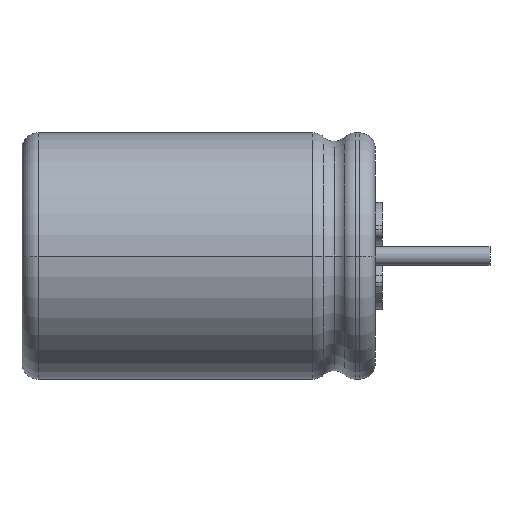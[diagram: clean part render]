
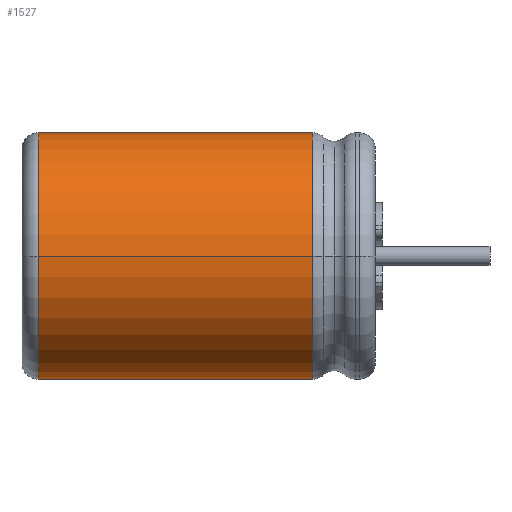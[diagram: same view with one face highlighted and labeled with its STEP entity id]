
A CAD part, left-side view. The second image highlights one B-rep face of the part: STEP entity #1527.
In plain terms, the highlighted cylindrical face has radius 4.025 mm (diameter 8.051 mm), a partial arc.
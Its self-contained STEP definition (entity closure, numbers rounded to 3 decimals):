
#159 = AXIS2_PLACEMENT_3D ( 'NONE', #1535, #4287, #3942 ) ;
#207 = LINE ( 'NONE', #1590, #3751 ) ;
#233 = EDGE_LOOP ( 'NONE', ( #2757, #2148, #1926, #244 ) ) ;
#244 = ORIENTED_EDGE ( 'NONE', *, *, #1015, .F. ) ;
#406 = CARTESIAN_POINT ( 'NONE',  ( 0., 2.52, 4.025 ) ) ;
#411 = VERTEX_POINT ( 'NONE', #3871 ) ;
#622 = VERTEX_POINT ( 'NONE', #1355 ) ;
#1015 = EDGE_CURVE ( 'NONE', #2457, #4192, #207, .T. ) ;
#1237 = CYLINDRICAL_SURFACE ( 'NONE', #3792, 4.025 ) ;
#1268 = DIRECTION ( 'NONE',  ( 0., 1., 0. ) ) ;
#1292 = DIRECTION ( 'NONE',  ( 0., 1., 0. ) ) ;
#1334 = DIRECTION ( 'NONE',  ( 0., -1., 0. ) ) ;
#1355 = CARTESIAN_POINT ( 'NONE',  ( 0., 11.5, -4.025 ) ) ;
#1527 = ADVANCED_FACE ( 'NONE', ( #2985 ), #1237, .T. ) ;
#1535 = CARTESIAN_POINT ( 'NONE',  ( 0., 2.52, 0. ) ) ;
#1590 = CARTESIAN_POINT ( 'NONE',  ( 0., 12.922, 4.025 ) ) ;
#1644 = DIRECTION ( 'NONE',  ( 0., -1., 0. ) ) ;
#1926 = ORIENTED_EDGE ( 'NONE', *, *, #4259, .F. ) ;
#1970 = CIRCLE ( 'NONE', #1992, 4.025 ) ;
#1985 = CARTESIAN_POINT ( 'NONE',  ( 0., 12.922, -4.025 ) ) ;
#1992 = AXIS2_PLACEMENT_3D ( 'NONE', #3365, #1334, #3728 ) ;
#2148 = ORIENTED_EDGE ( 'NONE', *, *, #3427, .F. ) ;
#2457 = VERTEX_POINT ( 'NONE', #3765 ) ;
#2757 = ORIENTED_EDGE ( 'NONE', *, *, #3551, .T. ) ;
#2985 = FACE_OUTER_BOUND ( 'NONE', #233, .T. ) ;
#3292 = CARTESIAN_POINT ( 'NONE',  ( 0., 12.922, 0. ) ) ;
#3365 = CARTESIAN_POINT ( 'NONE',  ( 0., 11.5, 0. ) ) ;
#3427 = EDGE_CURVE ( 'NONE', #411, #622, #4274, .T. ) ;
#3551 = EDGE_CURVE ( 'NONE', #2457, #622, #1970, .T. ) ;
#3641 = DIRECTION ( 'NONE',  ( 1., 0., 0. ) ) ;
#3728 = DIRECTION ( 'NONE',  ( 1., 0., 0. ) ) ;
#3751 = VECTOR ( 'NONE', #1644, 1000. ) ;
#3765 = CARTESIAN_POINT ( 'NONE',  ( 0., 11.5, 4.025 ) ) ;
#3792 = AXIS2_PLACEMENT_3D ( 'NONE', #3292, #1268, #3641 ) ;
#3871 = CARTESIAN_POINT ( 'NONE',  ( 0., 2.52, -4.025 ) ) ;
#3942 = DIRECTION ( 'NONE',  ( 1., 0., 0. ) ) ;
#4052 = CIRCLE ( 'NONE', #159, 4.025 ) ;
#4167 = VECTOR ( 'NONE', #1292, 1000. ) ;
#4192 = VERTEX_POINT ( 'NONE', #406 ) ;
#4259 = EDGE_CURVE ( 'NONE', #4192, #411, #4052, .T. ) ;
#4274 = LINE ( 'NONE', #1985, #4167 ) ;
#4287 = DIRECTION ( 'NONE',  ( 0., -1., 0. ) ) ;
